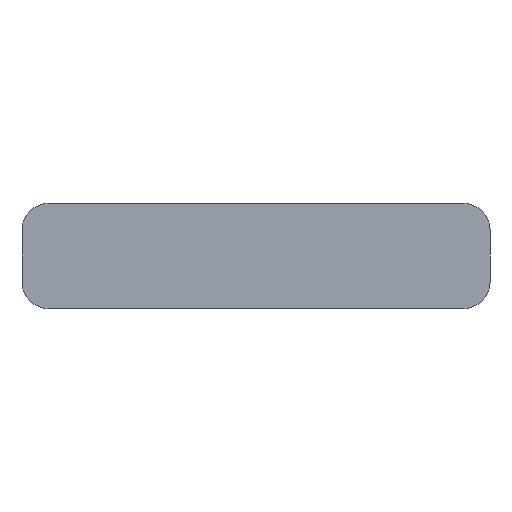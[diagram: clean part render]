
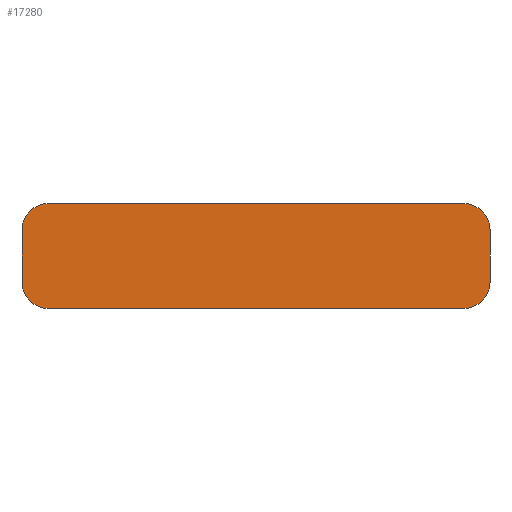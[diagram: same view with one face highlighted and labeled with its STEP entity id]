
A CAD part, front view. The second image highlights one B-rep face of the part: STEP entity #17280.
In plain terms, the highlighted planar face has unit normal (0, -1, 0).
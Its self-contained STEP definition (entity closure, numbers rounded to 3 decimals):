
#1931=CIRCLE('',#18264,5.);
#1932=CIRCLE('',#18265,5.);
#1933=CIRCLE('',#18266,5.);
#1934=CIRCLE('',#18267,5.);
#2025=FACE_OUTER_BOUND('',#2994,.T.);
#2994=EDGE_LOOP('',(#11547,#11548,#11549,#11550,#11551,#11552,#11553,#11554));
#4115=LINE('',#21314,#5577);
#4119=LINE('',#21323,#5581);
#4120=LINE('',#21327,#5582);
#4121=LINE('',#21332,#5583);
#5577=VECTOR('',#18794,10.);
#5581=VECTOR('',#18800,10.);
#5582=VECTOR('',#18803,10.);
#5583=VECTOR('',#18808,10.);
#7039=VERTEX_POINT('',#21312);
#7040=VERTEX_POINT('',#21313);
#7043=VERTEX_POINT('',#21321);
#7044=VERTEX_POINT('',#21322);
#7045=VERTEX_POINT('',#21324);
#7046=VERTEX_POINT('',#21326);
#7047=VERTEX_POINT('',#21329);
#7048=VERTEX_POINT('',#21331);
#8848=EDGE_CURVE('',#7039,#7040,#4115,.T.);
#8852=EDGE_CURVE('',#7043,#7044,#4119,.T.);
#8853=EDGE_CURVE('',#7045,#7044,#1931,.T.);
#8854=EDGE_CURVE('',#7045,#7046,#4120,.T.);
#8855=EDGE_CURVE('',#7039,#7046,#1932,.T.);
#8856=EDGE_CURVE('',#7047,#7040,#1933,.T.);
#8857=EDGE_CURVE('',#7047,#7048,#4121,.T.);
#8858=EDGE_CURVE('',#7043,#7048,#1934,.T.);
#11547=ORIENTED_EDGE('',*,*,#8852,.T.);
#11548=ORIENTED_EDGE('',*,*,#8853,.F.);
#11549=ORIENTED_EDGE('',*,*,#8854,.T.);
#11550=ORIENTED_EDGE('',*,*,#8855,.F.);
#11551=ORIENTED_EDGE('',*,*,#8848,.T.);
#11552=ORIENTED_EDGE('',*,*,#8856,.F.);
#11553=ORIENTED_EDGE('',*,*,#8857,.T.);
#11554=ORIENTED_EDGE('',*,*,#8858,.F.);
#16934=PLANE('',#18263);
#17280=ADVANCED_FACE('',(#2025),#16934,.T.);
#18263=AXIS2_PLACEMENT_3D('',#21320,#18798,#18799);
#18264=AXIS2_PLACEMENT_3D('',#21325,#18801,#18802);
#18265=AXIS2_PLACEMENT_3D('',#21328,#18804,#18805);
#18266=AXIS2_PLACEMENT_3D('',#21330,#18806,#18807);
#18267=AXIS2_PLACEMENT_3D('',#21333,#18809,#18810);
#18794=DIRECTION('',(-1.,0.,0.));
#18798=DIRECTION('center_axis',(0.,-1.,0.));
#18799=DIRECTION('ref_axis',(0.,0.,-1.));
#18800=DIRECTION('',(1.,0.,0.));
#18801=DIRECTION('center_axis',(0.,1.,0.));
#18802=DIRECTION('ref_axis',(0.707,0.,-0.707));
#18803=DIRECTION('',(0.,0.,1.));
#18804=DIRECTION('center_axis',(0.,1.,0.));
#18805=DIRECTION('ref_axis',(0.707,0.,0.707));
#18806=DIRECTION('center_axis',(0.,1.,0.));
#18807=DIRECTION('ref_axis',(-0.707,0.,0.707));
#18808=DIRECTION('',(0.,0.,-1.));
#18809=DIRECTION('center_axis',(0.,1.,0.));
#18810=DIRECTION('ref_axis',(-0.707,0.,-0.707));
#21312=CARTESIAN_POINT('',(74.3,9.,15.));
#21313=CARTESIAN_POINT('',(-5.,9.,15.));
#21314=CARTESIAN_POINT('',(-10.,9.,15.));
#21320=CARTESIAN_POINT('Origin',(37.15,9.,5.));
#21321=CARTESIAN_POINT('',(-5.,9.,-5.));
#21322=CARTESIAN_POINT('',(74.3,9.,-5.));
#21323=CARTESIAN_POINT('',(74.3,9.,-5.));
#21324=CARTESIAN_POINT('',(79.3,9.,0.));
#21325=CARTESIAN_POINT('Origin',(74.3,9.,0.));
#21326=CARTESIAN_POINT('',(79.3,9.,10.));
#21327=CARTESIAN_POINT('',(79.3,9.,15.));
#21328=CARTESIAN_POINT('Origin',(74.3,9.,10.));
#21329=CARTESIAN_POINT('',(-10.,9.,10.));
#21330=CARTESIAN_POINT('Origin',(-5.,9.,10.));
#21331=CARTESIAN_POINT('',(-10.,9.,0.));
#21332=CARTESIAN_POINT('',(-10.,9.,-5.));
#21333=CARTESIAN_POINT('Origin',(-5.,9.,0.));
